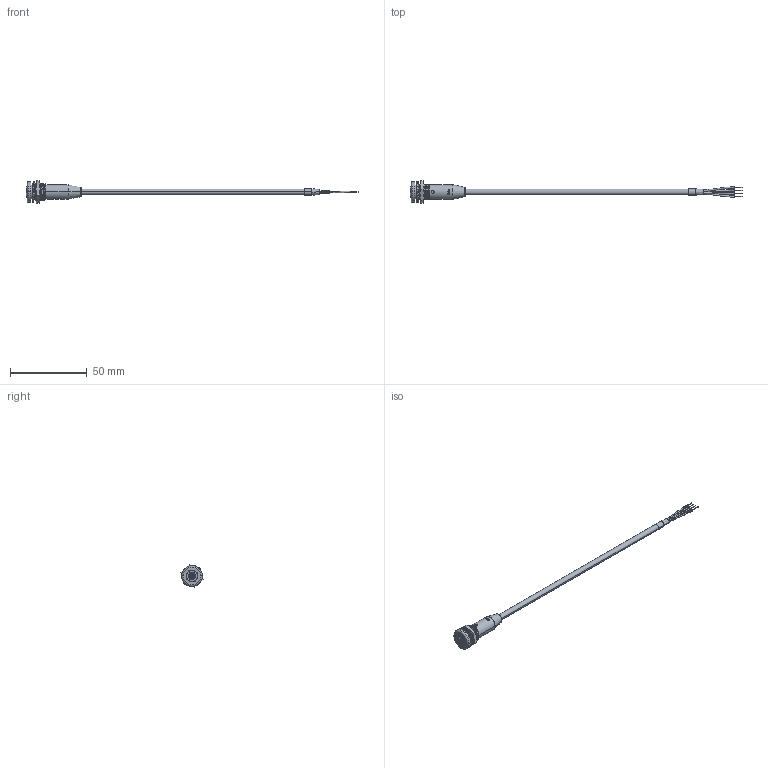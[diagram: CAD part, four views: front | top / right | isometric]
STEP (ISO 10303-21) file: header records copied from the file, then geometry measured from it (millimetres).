
FILE_DESCRIPTION (( 'STEP AP203' ), '1' );
FILE_NAME ('10-03707.STEP', '2020-07-16T22:36:30', ( '' ), ( '' ), 'SwSTEP 2.0', 'SolidWorks 2015', '' );
FILE_SCHEMA (( 'CONFIG_CONTROL_DESIGN' ));
Length unit declared in the file: millimetre
Products named in the file (12): 50-00041 contact 3; 56-00001; 50-00041 ring; 50-00041 shell; 50-00041 insulator; 30-00179_s + t; 10-03707; 56-00000; 24-00342_Audio Jacks; 50-00041 contact 2; 50-00041; 50-00041 contact 1
Assembly tree (11 placements, depth 3):
  10-03707
    24-00342_Audio Jacks
    50-00041
      50-00041 contact 1
      50-00041 contact 2
      50-00041 contact 3
      50-00041 insulator
      50-00041 ring
      50-00041 shell
    56-00000
    56-00001
    30-00179_s + t
Bounding box: 215.9 x 14.41 x 14.58 mm (x, y, z)
Volume: 4364.7 mm3; surface area: 20938.3 mm2
Topology: 115 solids, 115 shells, 1145 faces, 2679 edges, 1779 vertices
Faces by surface type: cylinder 552, plane 425, bspline 150, torus 10, cone 8
Entity records: 60687 total; most frequent: CARTESIAN_POINT 33301, DIRECTION 5399, ORIENTED_EDGE 5350, EDGE_CURVE 2675, AXIS2_PLACEMENT_3D 2128, VERTEX_POINT 1779, EDGE_LOOP 1322, FACE_OUTER_BOUND 1145
